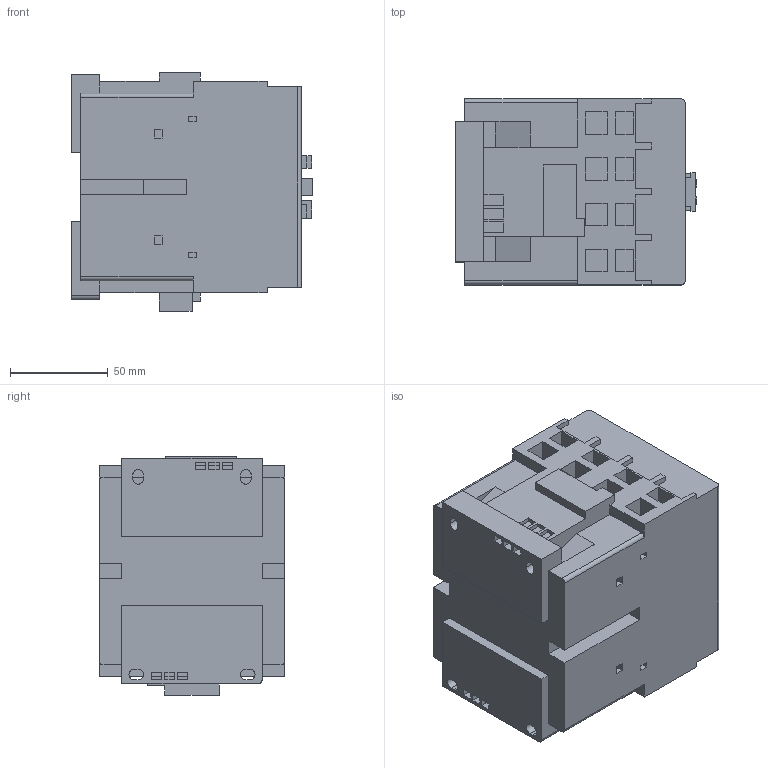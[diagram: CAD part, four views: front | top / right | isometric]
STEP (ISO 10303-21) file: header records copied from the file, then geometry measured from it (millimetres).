
FILE_DESCRIPTION(/* description */ (''),/* implementation_level */ '2;1');
FILE_NAME(/* name */ '100-C90.stp',/* time_stamp */ '2012-06-12T16:53:06+02:00',/* author */ (''),/* organization */ (''),/* preprocessor_version */ 'ST-DEVELOPER v11',/* originating_system */ 'SIEMENS PLM Software NX 7.5',/* authorisation */ '');
FILE_SCHEMA (('AP203_CONFIGURATION_CONTROLLED_3D_DESIGN_OF_MECHANICAL_PARTS_AND_ASSEMBLIES_MIM_LF'));
Length unit declared in the file: millimetre
Products named in the file (1): 013561_003
Bounding box: 123.55 x 95 x 122.1 mm (x, y, z)
Volume: 1087953.1 mm3; surface area: 98658.4 mm2
Topology: 1 solids, 1 shells, 426 faces, 1134 edges, 755 vertices
Faces by surface type: plane 397, cylinder 29
Full cylindrical faces by diameter (mm): 3.5 x2, 5.5 x2, 6.4 x2, 6.6 x8
Entity records: 15593 total; most frequent: CARTESIAN_POINT 2303, ORIENTED_EDGE 2236, DIRECTION 2054, EDGE_CURVE 1118, LINE 1046, VECTOR 1046, VERTEX_POINT 753, EDGE_LOOP 509
